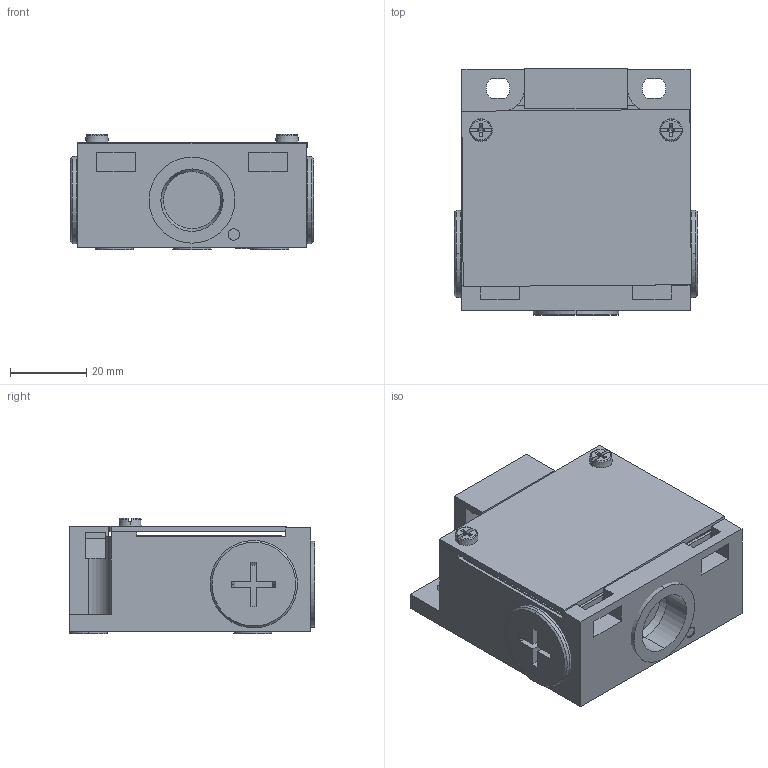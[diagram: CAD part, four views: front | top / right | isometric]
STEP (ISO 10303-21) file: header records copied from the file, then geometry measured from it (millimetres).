
FILE_DESCRIPTION(('STEP AP242'),'1');
FILE_NAME('switch_zckm5.stp','2020-10-20T14:47:14',('TraceParts'),('TraceParts S.A.'),'Spatial InterOp 3D',' ',' ');
FILE_SCHEMA(('AP242_MANAGED_MODEL_BASED_3D_ENGINEERING_MIM_LF {1 0 10303 442 1 1 4}'));
Length unit declared in the file: millimetre
Products named in the file (1): switch_zckm5_1
Bounding box: 64 x 64.7 x 30.3 mm (x, y, z)
Volume: 34567.8 mm3; surface area: 38516.1 mm2
Topology: 9 solids, 9 shells, 629 faces, 1677 edges, 1104 vertices
Faces by surface type: plane 386, cylinder 151, cone 72, torus 16, bspline 4
Entity records: 20654 total; most frequent: CARTESIAN_POINT 4736, ORIENTED_EDGE 3338, DIRECTION 3276, EDGE_CURVE 1669, AXIS2_PLACEMENT_3D 1105, VERTEX_POINT 1104, LINE 1066, VECTOR 1066
